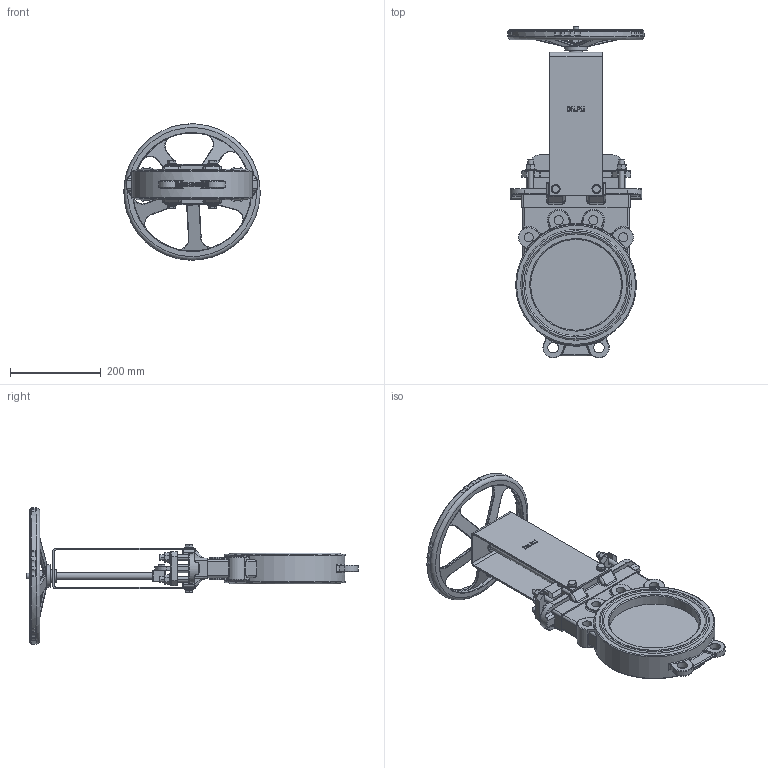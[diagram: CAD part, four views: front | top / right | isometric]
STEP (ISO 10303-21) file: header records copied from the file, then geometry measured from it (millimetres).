
FILE_DESCRIPTION(/* description */ (''),/* implementation_level */ '2;1');
FILE_NAME(/* name */ 'DN200_3D_STEP.stp',/* time_stamp */ '2025-09-04T15:29:56+03:00',/* author */ ('igorr'),/* organization */ (''),/* preprocessor_version */ 'ST-DEVELOPER v20',/* originating_system */ 'Autodesk Inventor 2025',/* authorisation */ '');
FILE_SCHEMA (('AUTOMOTIVE_DESIGN { 1 0 10303 214 3 1 1 }'));
Products named in the file (10): Сборка1; Деталь1; AS 1110 - M8 x 12; Деталь2; ANSI B18.2.4.2M - M16x2; DIN 126 - 11; AS 1110 - M10 x 16; Деталь 2; DIN 126 - 13,5; ANSI B18.2.4.2M - M12x1,75
Assembly tree (22 placements, depth 2):
  Сборка1
    Деталь1
    AS 1110 - M8 x 12  x2
    Деталь2
    ANSI B18.2.4.2M - M16x2
    DIN 126 - 11  x4
    AS 1110 - M10 x 16  x4
    Деталь 2
    DIN 126 - 13,5  x4
    ANSI B18.2.4.2M - M12x1,75  x4
Bounding box: 299.82 x 731.1 x 299.88 mm (x, y, z)
Volume: 4531706 mm3; surface area: 690587.8 mm2
Topology: 23 solids, 23 shells, 1830 faces, 4381 edges, 2599 vertices
Faces by surface type: plane 586, cylinder 506, torus 307, bspline 220, cone 123, sphere 88
Full cylindrical faces by diameter (mm): 8 x4, 10 x4, 10.106 x4, 11 x8, 12 x3, 13 x2, 13.5 x4, 13.835 x1, 15 x1, 16 x5, 20 x12, 23 x2, 24 x4, 28 x1, 50 x1, 200 x2, 260 x1, 266 x1, 268 x1, 292 x1, 300 x1
Entity records: 58577 total; most frequent: CARTESIAN_POINT 18922, DIRECTION 8064, ORIENTED_EDGE 7928, EDGE_CURVE 3964, AXIS2_PLACEMENT_3D 3270, VERTEX_POINT 2368, EDGE_LOOP 1726, CIRCLE 1699
